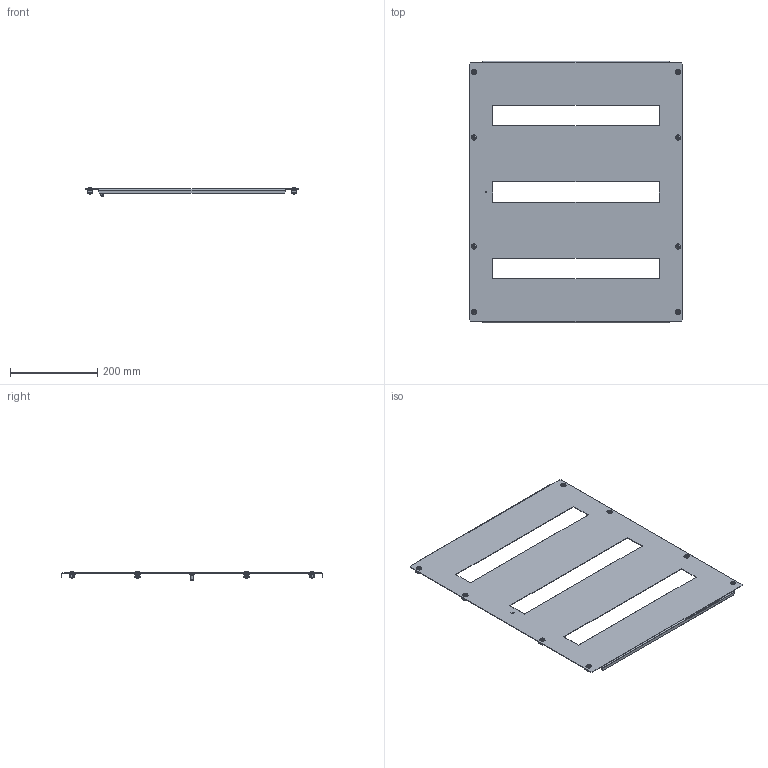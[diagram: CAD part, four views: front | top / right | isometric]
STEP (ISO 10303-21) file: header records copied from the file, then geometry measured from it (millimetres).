
FILE_DESCRIPTION (( 'STEP AP203' ), '1' );
FILE_NAME ('UR01611806002 Ôàëüø-ïàíåëü 24 ìîäóëÿ RS52 60.60 (3õ24) (000.140.028-04).STEP', '2022-04-18T11:51:41', ( '' ), ( '' ), 'SwSTEP 2.0', 'SolidWorks 2017', '' );
FILE_SCHEMA (( 'CONFIG_CONTROL_DESIGN' ));
Length unit declared in the file: millimetre
Products named in the file (8): UR01611806002 Ôàëüø-ïàíåëü 24 ìîäóëÿ RS52 60.60 (3õ24) (000.140.028-04); Ãàéêà êâàäðàòíàÿ_Œ5; Êëåòêà ãàéêè_M6-4€; Øïèëüêà çàçåìëåíèÿ CKF CS_Œ6å16; 000.140.025 Ôàëüø-ïàíåëü íà 24 ìîäóëÿ RS52 00.60_600; 011-235 Ôàëüø-ïàíåëü 24 ìîäóëÿ ( 00.60)_600; Ãàéêà êëåòåâàÿ_M5-4B; Âèíò ISO 7380-2 TX_Œ5å12
Assembly tree (21 placements, depth 3):
  UR01611806002 Ôàëüø-ïàíåëü 24 ìîäóëÿ RS52 60.60 (3õ24) (000.140.028-04)
    Ãàéêà êëåòåâàÿ_M5-4B  x8
      Êëåòêà ãàéêè_M6-4€
      Ãàéêà êâàäðàòíàÿ_Œ5
    Âèíò ISO 7380-2 TX_Œ5å12  x8
    000.140.025 Ôàëüø-ïàíåëü íà 24 ìîäóëÿ RS52 00.60_600
      011-235 Ôàëüø-ïàíåëü 24 ìîäóëÿ ( 00.60)_600
      Øïèëüêà çàçåìëåíèÿ CKF CS_Œ6å16
Bounding box: 490 x 599 x 20 mm (x, y, z)
Volume: 303678.2 mm3; surface area: 511255.8 mm2
Topology: 26 solids, 26 shells, 1225 faces, 3012 edges, 1848 vertices
Faces by surface type: plane 735, cylinder 356, bspline 80, torus 32, cone 22
Entity records: 9182 total; most frequent: CARTESIAN_POINT 2296, ORIENTED_EDGE 1182, DIRECTION 1143, EDGE_CURVE 591, VECTOR 381, AXIS2_PLACEMENT_3D 381, LINE 381, VERTEX_POINT 371
